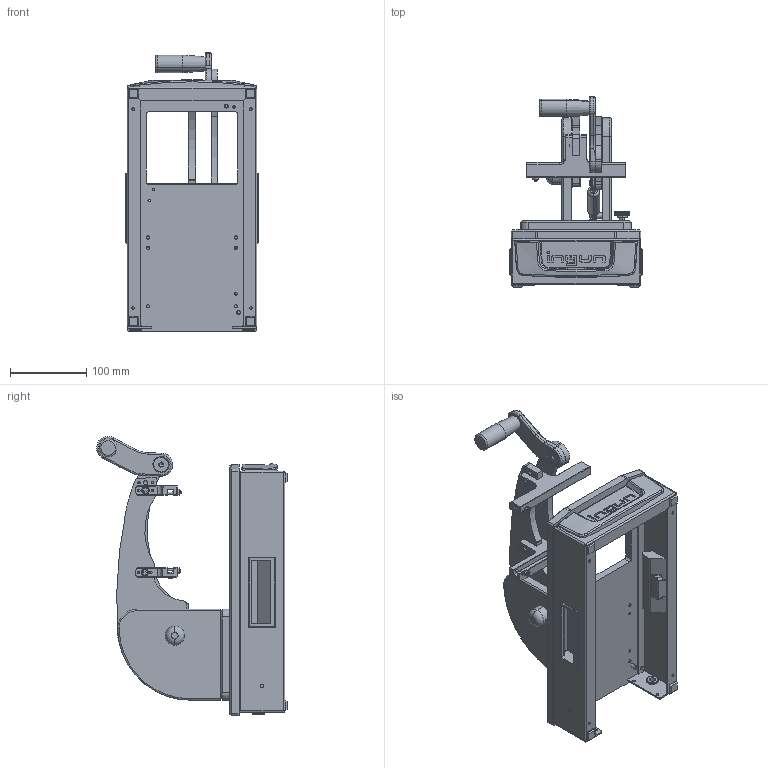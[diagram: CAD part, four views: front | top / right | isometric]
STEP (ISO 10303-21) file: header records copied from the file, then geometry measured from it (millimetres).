
FILE_DESCRIPTION (( 'STEP AP214' ), '1' );
FILE_NAME ('46100~2.STEP', '2017-05-08T11:32:11', ( '' ), ( '' ), 'SwSTEP 2.0', 'SolidWorks 2016', '' );
FILE_SCHEMA (( 'AUTOMOTIVE_DESIGN' ));
Length unit declared in the file: millimetre
Products named in the file (43): 46100~2; 2670~0; K_36517~0_Standard ohne Dyn Punkt<Standard>; DIN912~n_M05,0x020; 4824~0; DIN125~n_06,4 M06,0 Fase; 51861~0_flex 86,5 bis 106,5 <S>; 46197~2_S; 2351~0; 2679~0_4 m6 x 16; 2719~0; 36027~3_S; K_36518~0; 41569~2; 52469~0_KUNDE<S>; 2669~0; 2833~0_d 5; DIN934~n_M04,0; 46202~5; 41570~10_KUNDE<S>; 49317~0; 46227~0; 41855~1_S; 42065~0; 41859~3_KUNDE<S>; DIN912~n_M05,0x016; 41848~0_S; 40769~0; 50859~0_S; 17281~0_S; 1720~0; DIN912~n_M06,0x016; DIN912~n_M05,0x012; 41853~0; 41854~0_S; 41858~0_S; 48565~1_S; 46199~4_S; 32171~0_S; 52471~0_KUNDE<S> ...
Assembly tree (74 placements, depth 4):
  46100~2
    46197~2_S
      46199~4_S
      9442~0  x2
      32171~0_S
      2719~0  x4
      50859~0_S  x2
    41570~10_KUNDE<S>
      41569~2
      52472~0_KUNDE<S>
      52471~0_KUNDE<S>
      41859~3_KUNDE<S>
      52469~0_KUNDE<S>
      41854~0_S
      41855~1_S
      41858~0_S
      2351~0
      41848~0_S
      41853~0
      4824~0
      48565~1_S
      36027~3_S
      49317~0
      1720~0
      51861~0_flex 86,5 bis 106,5 <S>
        K_36517~0_Standard ohne Dyn Punkt<Standard>
        K_36518~0
      42065~0  x2
      DIN912~n_M06,0x016
      DIN912~n_M05,0x016  x8
      DIN912~n_M05,0x020  x2
      40769~0
      2679~0_4 m6 x 16  x6
      2669~0  x2
      2670~0  x4
      DIN934~n_M04,0  x2
      DIN125~n_06,4 M06,0 Fase  x2
      2833~0_d 5
      46227~0
      17281~0_S  x2
    46202~5
    DIN912~n_M04,0x016  x4
    DIN912~n_M05,0x012
    DIN912~n_M05,0x016
    2679~0_4 m6 x 16  x2
Bounding box: 174 x 249.67 x 365.31 mm (x, y, z)
Volume: 1597917.8 mm3; surface area: 536774.2 mm2
Topology: 71 solids, 71 shells, 2966 faces, 7744 edges, 4998 vertices
Faces by surface type: plane 1669, cylinder 907, cone 202, bspline 95, torus 47, sphere 46
Entity records: 89990 total; most frequent: CARTESIAN_POINT 27518, ORIENTED_EDGE 13224, DIRECTION 11489, EDGE_CURVE 6612, VERTEX_POINT 4287, AXIS2_PLACEMENT_3D 4244, LINE 3001, VECTOR 3001
